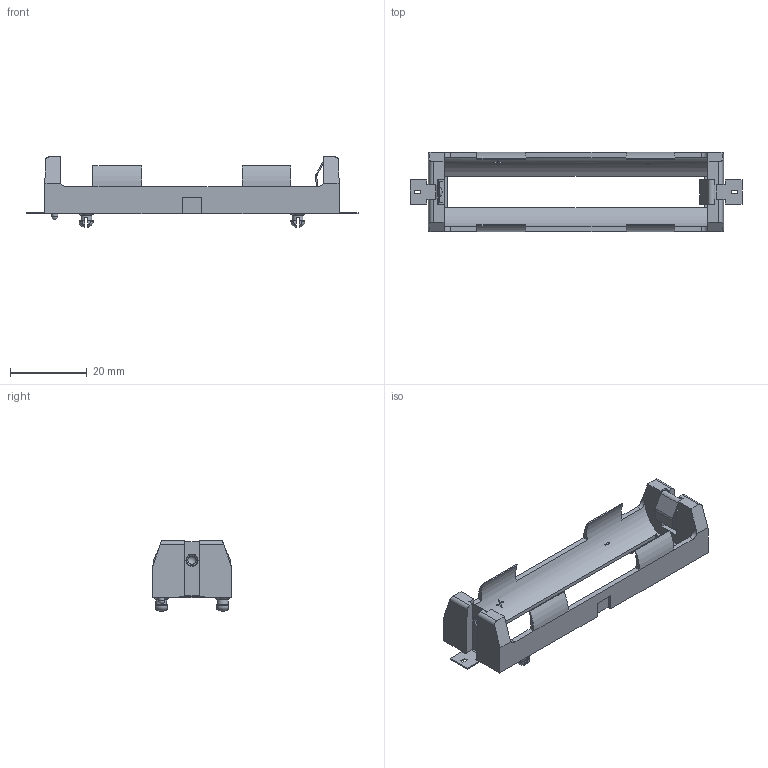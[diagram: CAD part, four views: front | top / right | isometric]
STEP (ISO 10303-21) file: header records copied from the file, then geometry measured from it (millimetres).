
FILE_DESCRIPTION(/* description */ ('Unknown'),/* implementation_level */ '2;1');
FILE_NAME(/* name */ 'KEYST_1042P',/* time_stamp */ '2025-10-17T13:20:38+03:00',/* author */ ('Unknown'),/* organization */ ('Unknown'),/* preprocessor_version */ 'ST-DEVELOPER v19.4',/* originating_system */ 'Solid Edge',/* authorisation */ 'Unknown');
FILE_SCHEMA (('AUTOMOTIVE_DESIGN {1 0 10303 214 3 1 1}'));
Length unit declared in the file: millimetre
Products named in the file (4): KEYST_1042P; 1043P_body; 1042P_pin_type2; 1042P_pin_type1
Assembly tree (3 placements, depth 2):
  KEYST_1042P
    1043P_body
    1042P_pin_type2
    1042P_pin_type1
Bounding box: 86.64 x 20.65 x 18.29 mm (x, y, z)
Volume: 5558.1 mm3; surface area: 6288.5 mm2
Topology: 3 solids, 3 shells, 211 faces, 585 edges, 385 vertices
Faces by surface type: plane 170, cylinder 29, torus 9, sphere 3
Full cylindrical faces by diameter (mm): 1.575 x1, 2.921 x2
Entity records: 7822 total; most frequent: CARTESIAN_POINT 1294, ORIENTED_EDGE 1144, DIRECTION 1057, EDGE_CURVE 572, LINE 461, VECTOR 461, VERTEX_POINT 381, AXIS2_PLACEMENT_3D 298
